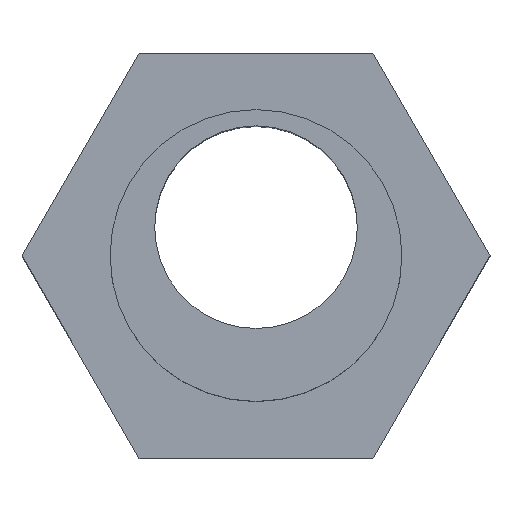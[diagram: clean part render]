
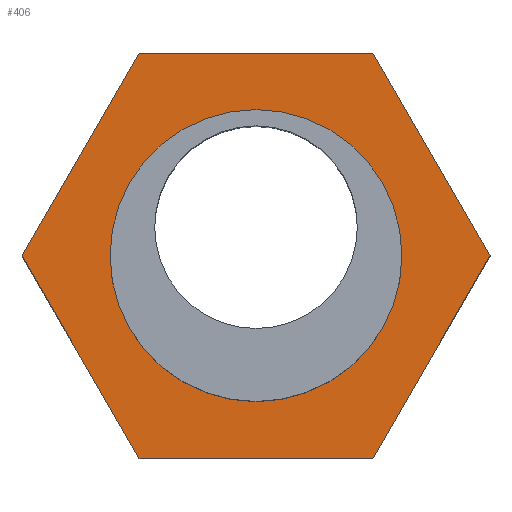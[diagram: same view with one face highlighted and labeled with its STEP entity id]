
A CAD part, top view. The second image highlights one B-rep face of the part: STEP entity #406.
In plain terms, the highlighted planar face has unit normal (0, 0, 1).
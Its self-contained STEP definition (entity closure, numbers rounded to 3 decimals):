
#4 = ORIENTED_EDGE ( 'NONE', *, *, #264, .T. ) ;
#14 = FACE_OUTER_BOUND ( 'NONE', #246, .T. ) ;
#26 = LINE ( 'NONE', #586, #156 ) ;
#30 = DIRECTION ( 'NONE',  ( 1., 0., 0. ) ) ;
#31 = CARTESIAN_POINT ( 'NONE',  ( 0., 0., 8.3 ) ) ;
#35 = EDGE_LOOP ( 'NONE', ( #80, #304 ) ) ;
#36 = CARTESIAN_POINT ( 'NONE',  ( 2.887, 5., 8.3 ) ) ;
#41 = DIRECTION ( 'NONE',  ( -1., 0., 0. ) ) ;
#45 = DIRECTION ( 'NONE',  ( 0., 0., 1. ) ) ;
#48 = CARTESIAN_POINT ( 'NONE',  ( -2.887, -5., 8.3 ) ) ;
#55 = VECTOR ( 'NONE', #41, 1000. ) ;
#64 = CARTESIAN_POINT ( 'NONE',  ( 2.887, -5., 8.3 ) ) ;
#65 = VERTEX_POINT ( 'NONE', #447 ) ;
#66 = CARTESIAN_POINT ( 'NONE',  ( -2.887, 5., 8.3 ) ) ;
#69 = LINE ( 'NONE', #48, #537 ) ;
#80 = ORIENTED_EDGE ( 'NONE', *, *, #496, .F. ) ;
#81 = CARTESIAN_POINT ( 'NONE',  ( -3.6, 0., 8.3 ) ) ;
#83 = VECTOR ( 'NONE', #600, 1000. ) ;
#84 = DIRECTION ( 'NONE',  ( 1., 0., 0. ) ) ;
#87 = ORIENTED_EDGE ( 'NONE', *, *, #310, .T. ) ;
#104 = EDGE_CURVE ( 'NONE', #466, #65, #575, .T. ) ;
#131 = VERTEX_POINT ( 'NONE', #81 ) ;
#133 = CIRCLE ( 'NONE', #565, 3.6 ) ;
#137 = DIRECTION ( 'NONE',  ( -0.5, -0.866, 0. ) ) ;
#139 = CARTESIAN_POINT ( 'NONE',  ( -2.887, 5., 8.3 ) ) ;
#143 = EDGE_CURVE ( 'NONE', #291, #466, #69, .T. ) ;
#150 = CIRCLE ( 'NONE', #511, 3.6 ) ;
#154 = ORIENTED_EDGE ( 'NONE', *, *, #472, .T. ) ;
#156 = VECTOR ( 'NONE', #580, 1000. ) ;
#171 = DIRECTION ( 'NONE',  ( 1., 0., 0. ) ) ;
#177 = DIRECTION ( 'NONE',  ( 0., 0., 1. ) ) ;
#181 = VECTOR ( 'NONE', #485, 1000. ) ;
#192 = PLANE ( 'NONE',  #547 ) ;
#196 = CARTESIAN_POINT ( 'NONE',  ( 3.6, 0., 8.3 ) ) ;
#220 = CARTESIAN_POINT ( 'NONE',  ( 0., 0., 8.3 ) ) ;
#224 = ORIENTED_EDGE ( 'NONE', *, *, #143, .T. ) ;
#228 = FACE_BOUND ( 'NONE', #35, .T. ) ;
#233 = LINE ( 'NONE', #66, #345 ) ;
#241 = EDGE_CURVE ( 'NONE', #592, #420, #366, .T. ) ;
#246 = EDGE_LOOP ( 'NONE', ( #154, #87, #224, #505, #4, #486 ) ) ;
#264 = EDGE_CURVE ( 'NONE', #65, #592, #26, .T. ) ;
#291 = VERTEX_POINT ( 'NONE', #528 ) ;
#304 = ORIENTED_EDGE ( 'NONE', *, *, #483, .F. ) ;
#310 = EDGE_CURVE ( 'NONE', #348, #291, #542, .T. ) ;
#341 = CARTESIAN_POINT ( 'NONE',  ( 2.887, 5., 8.3 ) ) ;
#345 = VECTOR ( 'NONE', #137, 1000. ) ;
#348 = VERTEX_POINT ( 'NONE', #460 ) ;
#366 = LINE ( 'NONE', #36, #55 ) ;
#381 = DIRECTION ( 'NONE',  ( 1., 0., 0. ) ) ;
#382 = DIRECTION ( 'NONE',  ( 0., 0., 1. ) ) ;
#392 = VERTEX_POINT ( 'NONE', #196 ) ;
#406 = ADVANCED_FACE ( 'NONE', ( #228, #14 ), #192, .T. ) ;
#420 = VERTEX_POINT ( 'NONE', #139 ) ;
#432 = CARTESIAN_POINT ( 'NONE',  ( 0., 0., 8.3 ) ) ;
#447 = CARTESIAN_POINT ( 'NONE',  ( 5.774, 0., 8.3 ) ) ;
#460 = CARTESIAN_POINT ( 'NONE',  ( -5.774, 0., 8.3 ) ) ;
#466 = VERTEX_POINT ( 'NONE', #64 ) ;
#472 = EDGE_CURVE ( 'NONE', #420, #348, #233, .T. ) ;
#483 = EDGE_CURVE ( 'NONE', #392, #131, #133, .T. ) ;
#485 = DIRECTION ( 'NONE',  ( 0.5, -0.866, 0. ) ) ;
#486 = ORIENTED_EDGE ( 'NONE', *, *, #241, .T. ) ;
#490 = CARTESIAN_POINT ( 'NONE',  ( -5.774, 0., 8.3 ) ) ;
#496 = EDGE_CURVE ( 'NONE', #131, #392, #150, .T. ) ;
#505 = ORIENTED_EDGE ( 'NONE', *, *, #104, .T. ) ;
#511 = AXIS2_PLACEMENT_3D ( 'NONE', #432, #382, #381 ) ;
#528 = CARTESIAN_POINT ( 'NONE',  ( -2.887, -5., 8.3 ) ) ;
#537 = VECTOR ( 'NONE', #84, 1000. ) ;
#542 = LINE ( 'NONE', #490, #181 ) ;
#547 = AXIS2_PLACEMENT_3D ( 'NONE', #220, #177, #171 ) ;
#565 = AXIS2_PLACEMENT_3D ( 'NONE', #31, #45, #30 ) ;
#575 = LINE ( 'NONE', #585, #83 ) ;
#580 = DIRECTION ( 'NONE',  ( -0.5, 0.866, 0. ) ) ;
#585 = CARTESIAN_POINT ( 'NONE',  ( 2.887, -5., 8.3 ) ) ;
#586 = CARTESIAN_POINT ( 'NONE',  ( 5.774, 0., 8.3 ) ) ;
#592 = VERTEX_POINT ( 'NONE', #341 ) ;
#600 = DIRECTION ( 'NONE',  ( 0.5, 0.866, 0. ) ) ;
